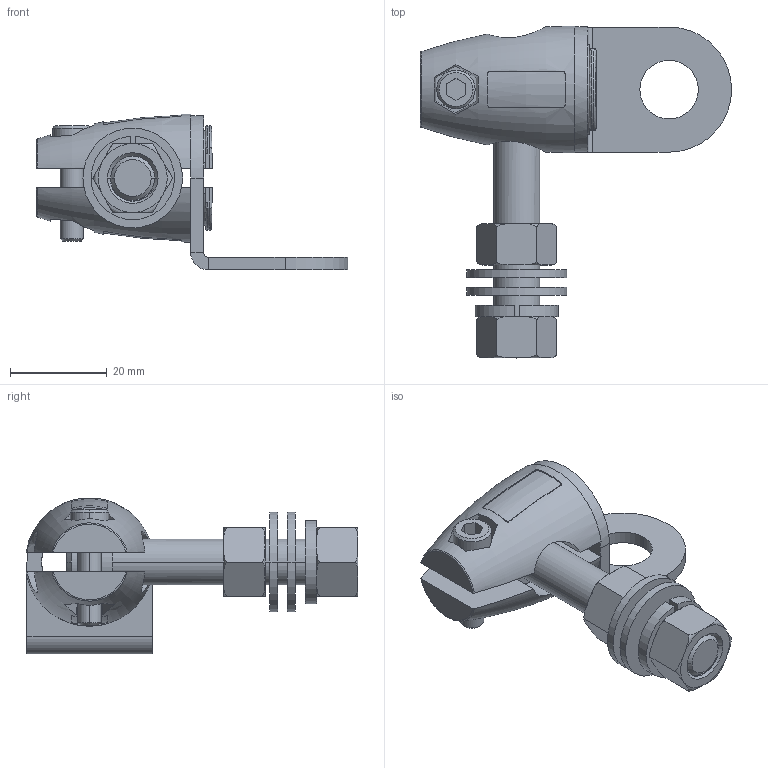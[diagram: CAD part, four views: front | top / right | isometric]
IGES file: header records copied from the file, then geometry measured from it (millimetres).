
Start section:  PTC IGES file: 142559.igs
Global section: file name: 142559.igs; native system: Pro/ENGINEER by Parametric Technology Corporation; preprocessor: 2006170; author: banengservice; organization: Unknown; date: 20080825.112857; units: inch
Bounding box: 64.47 x 68.75 x 32.3 mm (x, y, z)
Volume: 19929.8 mm3; surface area: 12153.6 mm2
Topology: 3 solids, 3 shells, 258 faces, 661 edges, 417 vertices
Faces by surface type: bspline 132, revolution 126
